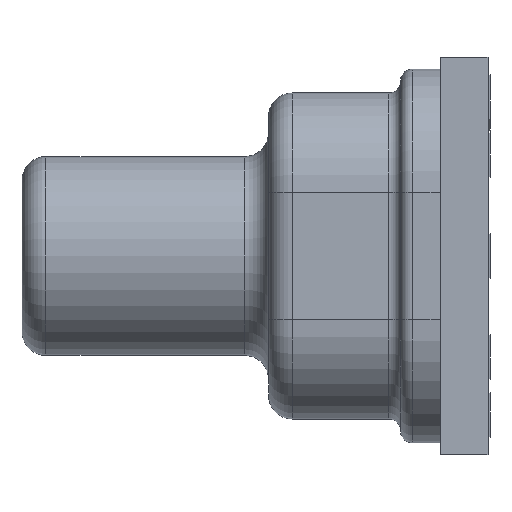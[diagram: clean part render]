
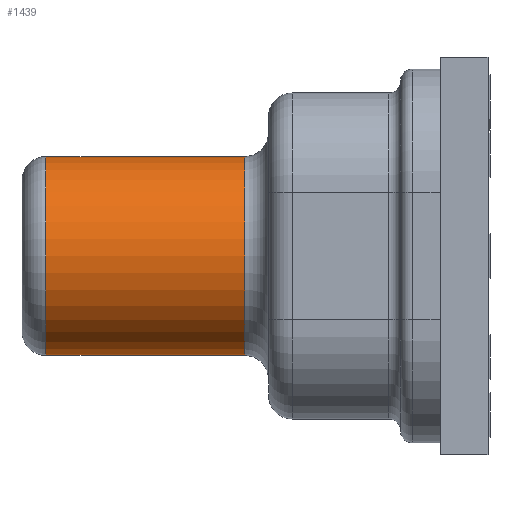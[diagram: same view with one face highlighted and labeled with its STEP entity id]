
A CAD part, left-side view. The second image highlights one B-rep face of the part: STEP entity #1439.
In plain terms, the highlighted cylindrical face has radius 1.25 mm (diameter 2.5 mm), a partial arc.
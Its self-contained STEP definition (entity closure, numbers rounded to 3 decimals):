
#22 = ORIENTED_EDGE ( 'NONE', *, *, #1721, .T. ) ;
#83 = CARTESIAN_POINT ( 'NONE',  ( 0., 5.56, 1.25 ) ) ;
#118 = CIRCLE ( 'NONE', #2666, 1.25 ) ;
#272 = LINE ( 'NONE', #1006, #3122 ) ;
#357 = CARTESIAN_POINT ( 'NONE',  ( 0., 3.06, -1.25 ) ) ;
#424 = VECTOR ( 'NONE', #5353, 1000. ) ;
#549 = DIRECTION ( 'NONE',  ( 0., 1., 0. ) ) ;
#958 = EDGE_CURVE ( 'NONE', #3890, #2659, #4085, .T. ) ;
#1006 = CARTESIAN_POINT ( 'NONE',  ( 0., 5.86, 1.25 ) ) ;
#1137 = AXIS2_PLACEMENT_3D ( 'NONE', #4478, #3640, #2899 ) ;
#1166 = CARTESIAN_POINT ( 'NONE',  ( 0., 5.56, -1.25 ) ) ;
#1398 = ORIENTED_EDGE ( 'NONE', *, *, #2323, .F. ) ;
#1399 = CYLINDRICAL_SURFACE ( 'NONE', #1137, 1.25 ) ;
#1408 = EDGE_CURVE ( 'NONE', #3386, #3890, #3869, .T. ) ;
#1439 = ADVANCED_FACE ( 'NONE', ( #4418 ), #1399, .T. ) ;
#1721 = EDGE_CURVE ( 'NONE', #2659, #4212, #118, .T. ) ;
#1791 = DIRECTION ( 'NONE',  ( 0., 0., 1. ) ) ;
#1985 = DIRECTION ( 'NONE',  ( 0., -1., 0. ) ) ;
#2323 = EDGE_CURVE ( 'NONE', #3386, #4212, #272, .T. ) ;
#2659 = VERTEX_POINT ( 'NONE', #357 ) ;
#2666 = AXIS2_PLACEMENT_3D ( 'NONE', #2689, #549, #1791 ) ;
#2689 = CARTESIAN_POINT ( 'NONE',  ( 0., 3.06, 0. ) ) ;
#2804 = CARTESIAN_POINT ( 'NONE',  ( 0., 5.56, 0. ) ) ;
#2899 = DIRECTION ( 'NONE',  ( 0., 0., -1. ) ) ;
#2999 = AXIS2_PLACEMENT_3D ( 'NONE', #2804, #3629, #3278 ) ;
#3122 = VECTOR ( 'NONE', #1985, 1000. ) ;
#3278 = DIRECTION ( 'NONE',  ( 0., 0., 1. ) ) ;
#3335 = CARTESIAN_POINT ( 'NONE',  ( 0., 3.06, 1.25 ) ) ;
#3386 = VERTEX_POINT ( 'NONE', #83 ) ;
#3629 = DIRECTION ( 'NONE',  ( 0., -1., 0. ) ) ;
#3640 = DIRECTION ( 'NONE',  ( 0., -1., 0. ) ) ;
#3658 = EDGE_LOOP ( 'NONE', ( #1398, #3801, #4751, #22 ) ) ;
#3685 = CARTESIAN_POINT ( 'NONE',  ( 0., 5.86, -1.25 ) ) ;
#3801 = ORIENTED_EDGE ( 'NONE', *, *, #1408, .T. ) ;
#3869 = CIRCLE ( 'NONE', #2999, 1.25 ) ;
#3890 = VERTEX_POINT ( 'NONE', #1166 ) ;
#4085 = LINE ( 'NONE', #3685, #424 ) ;
#4212 = VERTEX_POINT ( 'NONE', #3335 ) ;
#4418 = FACE_OUTER_BOUND ( 'NONE', #3658, .T. ) ;
#4478 = CARTESIAN_POINT ( 'NONE',  ( 0., 5.86, 0. ) ) ;
#4751 = ORIENTED_EDGE ( 'NONE', *, *, #958, .T. ) ;
#5353 = DIRECTION ( 'NONE',  ( 0., -1., 0. ) ) ;
